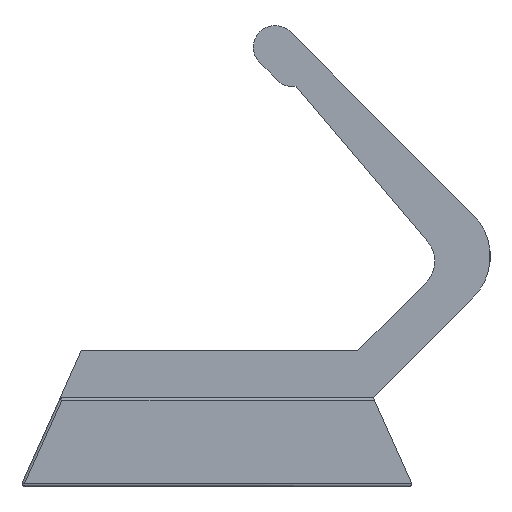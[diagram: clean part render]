
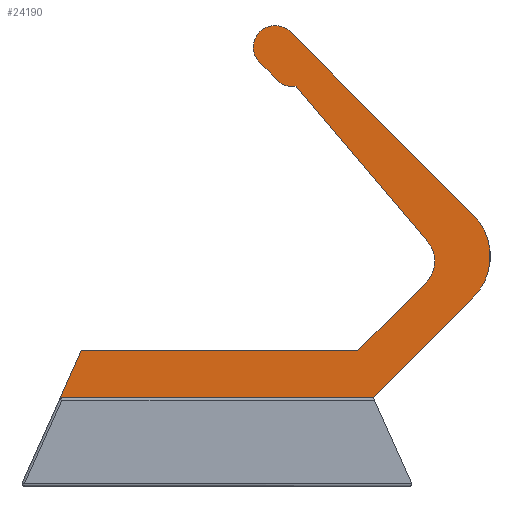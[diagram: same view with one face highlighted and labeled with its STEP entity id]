
A CAD part, left-side view. The second image highlights one B-rep face of the part: STEP entity #24190.
In plain terms, the highlighted planar face has unit normal (-1, 0, 0).
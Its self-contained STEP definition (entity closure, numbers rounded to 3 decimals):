
#23120=CARTESIAN_POINT('',(210.,-0.741,-5.997));
#23130=DIRECTION('',(-1.,0.,0.));
#23140=DIRECTION('',(0.,1.,0.));
#23150=AXIS2_PLACEMENT_3D('',#23120,#23130,#23140);
#23160=PLANE('',#23150);
#23170=CARTESIAN_POINT('',(210.,-0.741,-13.8));
#23180=DIRECTION('',(0.,1.,0.));
#23190=VECTOR('',#23180,1.);
#23200=LINE('',#23170,#23190);
#23210=CARTESIAN_POINT('',(210.,-13.731,-13.8));
#23220=VERTEX_POINT('',#23210);
#23230=CARTESIAN_POINT('',(210.,14.304,-13.8));
#23240=VERTEX_POINT('',#23230);
#23250=EDGE_CURVE('',#23220,#23240,#23200,.T.);
#23260=ORIENTED_EDGE('',*,*,#23250,.F.);
#23270=CARTESIAN_POINT('',(210.,22.769,-22.265));
#23280=DIRECTION('',(0.,0.707,-0.707));
#23290=VECTOR('',#23280,1.);
#23300=LINE('',#23270,#23290);
#23310=CARTESIAN_POINT('',(210.,21.214,-20.71));
#23320=VERTEX_POINT('',#23310);
#23330=EDGE_CURVE('',#23240,#23320,#23300,.T.);
#23340=ORIENTED_EDGE('',*,*,#23330,.F.);
#23350=CARTESIAN_POINT('',(210.,19.092,-22.831));
#23360=DIRECTION('',(-1.,0.,0.));
#23370=DIRECTION('',(0.,1.,0.));
#23380=AXIS2_PLACEMENT_3D('',#23350,#23360,#23370);
#23390=CIRCLE('',#23380,3.);
#23400=CARTESIAN_POINT('',(210.,21.382,-24.769));
#23410=VERTEX_POINT('',#23400);
#23420=EDGE_CURVE('',#23320,#23410,#23390,.T.);
#23430=ORIENTED_EDGE('',*,*,#23420,.F.);
#23440=CARTESIAN_POINT('',(210.,8.03,-40.54));
#23450=DIRECTION('',(0.,0.646,0.763));
#23460=VECTOR('',#23450,1.);
#23470=LINE('',#23440,#23460);
#23480=CARTESIAN_POINT('',(210.,8.03,-40.54));
#23490=VERTEX_POINT('',#23480);
#23500=EDGE_CURVE('',#23490,#23410,#23470,.T.);
#23510=ORIENTED_EDGE('',*,*,#23500,.T.);
#23520=CARTESIAN_POINT('',(210.,7.694,-42.714));
#23530=DIRECTION('',(-1.,0.,0.));
#23540=DIRECTION('',(0.,1.,0.));
#23550=AXIS2_PLACEMENT_3D('',#23520,#23530,#23540);
#23560=CIRCLE('',#23550,2.2);
#23570=CARTESIAN_POINT('',(210.,6.139,-41.159));
#23580=VERTEX_POINT('',#23570);
#23590=EDGE_CURVE('',#23580,#23490,#23560,.T.);
#23600=ORIENTED_EDGE('',*,*,#23590,.T.);
#23610=CARTESIAN_POINT('',(210.,4.353,-42.944));
#23620=DIRECTION('',(0.,0.707,0.707));
#23630=VECTOR('',#23620,1.);
#23640=LINE('',#23610,#23630);
#23650=CARTESIAN_POINT('',(210.,4.353,-42.944));
#23660=VERTEX_POINT('',#23650);
#23670=EDGE_CURVE('',#23660,#23580,#23640,.T.);
#23680=ORIENTED_EDGE('',*,*,#23670,.T.);
#23690=CARTESIAN_POINT('',(210.,5.909,-44.5));
#23700=DIRECTION('',(-1.,0.,0.));
#23710=DIRECTION('',(0.,1.,0.));
#23720=AXIS2_PLACEMENT_3D('',#23690,#23700,#23710);
#23730=CIRCLE('',#23720,2.2);
#23740=CARTESIAN_POINT('',(210.,7.464,-46.056));
#23750=VERTEX_POINT('',#23740);
#23760=EDGE_CURVE('',#23750,#23660,#23730,.T.);
#23770=ORIENTED_EDGE('',*,*,#23760,.T.);
#23780=CARTESIAN_POINT('',(210.,7.464,-46.056));
#23790=DIRECTION('',(0.,0.707,0.707));
#23800=VECTOR('',#23790,1.);
#23810=LINE('',#23780,#23800);
#23820=CARTESIAN_POINT('',(210.,25.951,-27.569));
#23830=VERTEX_POINT('',#23820);
#23840=EDGE_CURVE('',#23750,#23830,#23810,.T.);
#23850=ORIENTED_EDGE('',*,*,#23840,.F.);
#23860=CARTESIAN_POINT('',(210.,21.709,-23.326));
#23870=DIRECTION('',(-1.,0.,0.));
#23880=DIRECTION('',(0.,1.,0.));
#23890=AXIS2_PLACEMENT_3D('',#23860,#23870,#23880);
#23900=CIRCLE('',#23890,6.);
#23910=CARTESIAN_POINT('',(210.,25.951,-19.083));
#23920=VERTEX_POINT('',#23910);
#23930=EDGE_CURVE('',#23920,#23830,#23900,.T.);
#23940=ORIENTED_EDGE('',*,*,#23930,.T.);
#23950=CARTESIAN_POINT('',(210.,25.951,-19.083));
#23960=DIRECTION('',(0.,0.707,-0.707));
#23970=VECTOR('',#23960,1.);
#23980=LINE('',#23950,#23970);
#23990=CARTESIAN_POINT('',(210.,15.868,-9.));
#24000=VERTEX_POINT('',#23990);
#24010=EDGE_CURVE('',#24000,#23920,#23980,.T.);
#24020=ORIENTED_EDGE('',*,*,#24010,.T.);
#24030=CARTESIAN_POINT('',(210.,8.451,-9.));
#24040=DIRECTION('',(0.,1.,0.));
#24050=VECTOR('',#24040,1.);
#24060=LINE('',#24030,#24050);
#24070=CARTESIAN_POINT('',(210.,-15.868,-9.));
#24080=VERTEX_POINT('',#24070);
#24090=EDGE_CURVE('',#24080,#24000,#24060,.T.);
#24100=ORIENTED_EDGE('',*,*,#24090,.T.);
#24110=CARTESIAN_POINT('',(210.,-17.205,-5.997));
#24120=DIRECTION('',(0.,0.407,-0.914));
#24130=VECTOR('',#24120,1.);
#24140=LINE('',#24110,#24130);
#24150=EDGE_CURVE('',#24080,#23220,#24140,.T.);
#24160=ORIENTED_EDGE('',*,*,#24150,.F.);
#24170=EDGE_LOOP('',(#24160,#24100,#24020,#23940,#23850,#23770,#23680,
#23600,#23510,#23430,#23340,#23260));
#24180=FACE_OUTER_BOUND('',#24170,.T.);
#24190=ADVANCED_FACE('',(#24180),#23160,.T.);
